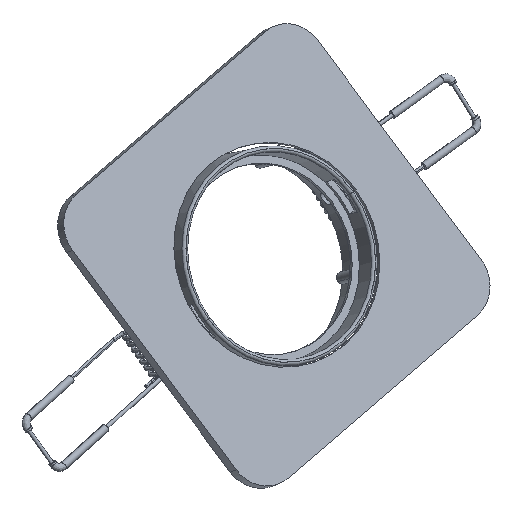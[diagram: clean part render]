
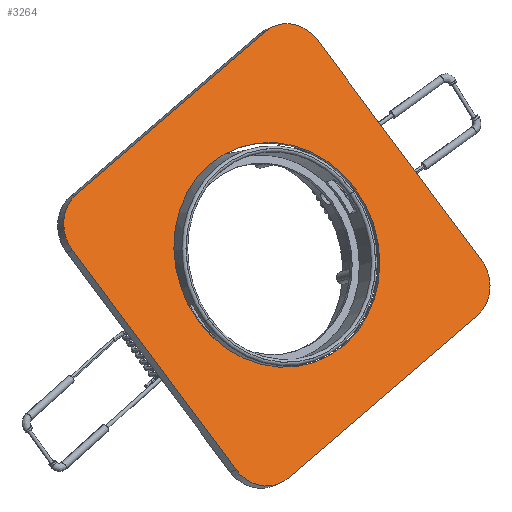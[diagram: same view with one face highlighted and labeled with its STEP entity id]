
A CAD part, isometric view. The second image highlights one B-rep face of the part: STEP entity #3264.
In plain terms, the highlighted face is planar.
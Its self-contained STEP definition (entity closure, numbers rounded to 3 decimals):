
#171=DIRECTION('',(0.,0.,-1.));
#172=VECTOR('',#171,68.);
#173=CARTESIAN_POINT('',(-44.,0.,34.));
#174=LINE('',#173,#172);
#175=CARTESIAN_POINT('',(-34.,0.,34.));
#176=DIRECTION('',(0.,-1.,0.));
#177=DIRECTION('',(0.,0.,1.));
#178=AXIS2_PLACEMENT_3D('',#175,#176,#177);
#180=DIRECTION('',(-1.,0.,0.));
#181=VECTOR('',#180,68.);
#182=CARTESIAN_POINT('',(34.,0.,44.));
#183=LINE('',#182,#181);
#184=CARTESIAN_POINT('',(34.,0.,34.));
#185=DIRECTION('',(0.,-1.,0.));
#186=DIRECTION('',(1.,0.,0.));
#187=AXIS2_PLACEMENT_3D('',#184,#185,#186);
#189=DIRECTION('',(0.,0.,1.));
#190=VECTOR('',#189,68.);
#191=CARTESIAN_POINT('',(44.,0.,-34.));
#192=LINE('',#191,#190);
#193=CARTESIAN_POINT('',(34.,0.,-34.));
#194=DIRECTION('',(0.,-1.,0.));
#195=DIRECTION('',(0.,0.,-1.));
#196=AXIS2_PLACEMENT_3D('',#193,#194,#195);
#198=DIRECTION('',(1.,0.,0.));
#199=VECTOR('',#198,68.);
#200=CARTESIAN_POINT('',(-34.,0.,-44.));
#201=LINE('',#200,#199);
#202=CARTESIAN_POINT('',(-34.,0.,-34.));
#203=DIRECTION('',(0.,-1.,0.));
#204=DIRECTION('',(-1.,0.,0.));
#205=AXIS2_PLACEMENT_3D('',#202,#203,#204);
#207=CARTESIAN_POINT('',(0.,0.,0.));
#208=DIRECTION('',(0.,1.,0.));
#209=DIRECTION('',(0.,0.,-1.));
#210=AXIS2_PLACEMENT_3D('',#207,#208,#209);
#212=CARTESIAN_POINT('',(0.,0.,0.));
#213=DIRECTION('',(0.,1.,0.));
#214=DIRECTION('',(0.,0.,1.));
#215=AXIS2_PLACEMENT_3D('',#212,#213,#214);
#2575=CARTESIAN_POINT('',(-34.,0.,44.));
#2577=VERTEX_POINT('',#2575);
#2597=CARTESIAN_POINT('',(0.,0.,28.));
#2599=VERTEX_POINT('',#2597);
#2611=CARTESIAN_POINT('',(44.,0.,-34.));
#2612=CARTESIAN_POINT('',(44.,0.,34.));
#2613=VERTEX_POINT('',#2611);
#2614=VERTEX_POINT('',#2612);
#2646=CARTESIAN_POINT('',(-44.,0.,34.));
#2648=VERTEX_POINT('',#2646);
#2697=CARTESIAN_POINT('',(-34.,0.,-44.));
#2698=CARTESIAN_POINT('',(34.,0.,-44.));
#2699=VERTEX_POINT('',#2697);
#2700=VERTEX_POINT('',#2698);
#2771=CARTESIAN_POINT('',(0.,0.,-28.));
#2772=VERTEX_POINT('',#2771);
#2848=CARTESIAN_POINT('',(-44.,0.,-34.));
#2849=VERTEX_POINT('',#2848);
#2985=CARTESIAN_POINT('',(34.,0.,44.));
#2986=VERTEX_POINT('',#2985);
#3236=CARTESIAN_POINT('',(0.,0.,0.));
#3237=DIRECTION('',(0.,1.,0.));
#3238=DIRECTION('',(0.,0.,1.));
#3239=AXIS2_PLACEMENT_3D('',#3236,#3237,#3238);
#3240=PLANE('',#3239);
#3242=ORIENTED_EDGE('',*,*,#3241,.F.);
#3244=ORIENTED_EDGE('',*,*,#3243,.F.);
#3246=ORIENTED_EDGE('',*,*,#3245,.F.);
#3248=ORIENTED_EDGE('',*,*,#3247,.F.);
#3250=ORIENTED_EDGE('',*,*,#3249,.F.);
#3252=ORIENTED_EDGE('',*,*,#3251,.F.);
#3253=ORIENTED_EDGE('',*,*,#3226,.F.);
#3255=ORIENTED_EDGE('',*,*,#3254,.F.);
#3256=EDGE_LOOP('',(#3242,#3244,#3246,#3248,#3250,#3252,#3253,#3255));
#3257=FACE_OUTER_BOUND('',#3256,.F.);
#3259=ORIENTED_EDGE('',*,*,#3258,.F.);
#3261=ORIENTED_EDGE('',*,*,#3260,.F.);
#3262=EDGE_LOOP('',(#3259,#3261));
#3263=FACE_BOUND('',#3262,.F.);
#3264=ADVANCED_FACE('',(#3257,#3263),#3240,.F.);
#179=CIRCLE('',#178,10.);
#188=CIRCLE('',#187,10.);
#197=CIRCLE('',#196,10.);
#206=CIRCLE('',#205,10.);
#211=CIRCLE('',#210,28.);
#216=CIRCLE('',#215,28.);
#3226=EDGE_CURVE('',#2699,#2700,#201,.T.);
#3241=EDGE_CURVE('',#2648,#2849,#174,.T.);
#3243=EDGE_CURVE('',#2577,#2648,#179,.T.);
#3245=EDGE_CURVE('',#2986,#2577,#183,.T.);
#3247=EDGE_CURVE('',#2614,#2986,#188,.T.);
#3249=EDGE_CURVE('',#2613,#2614,#192,.T.);
#3251=EDGE_CURVE('',#2700,#2613,#197,.T.);
#3254=EDGE_CURVE('',#2849,#2699,#206,.T.);
#3258=EDGE_CURVE('',#2772,#2599,#211,.T.);
#3260=EDGE_CURVE('',#2599,#2772,#216,.T.);
